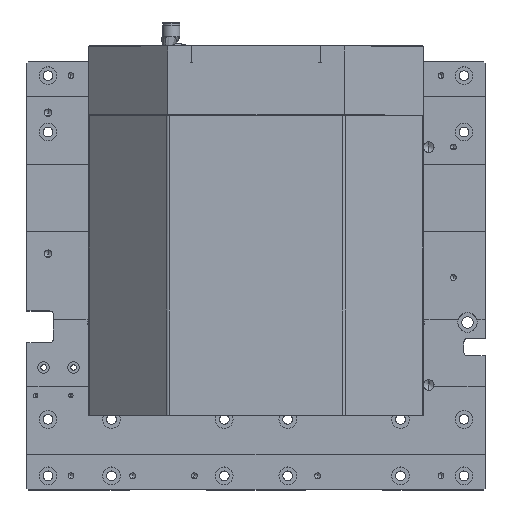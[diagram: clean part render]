
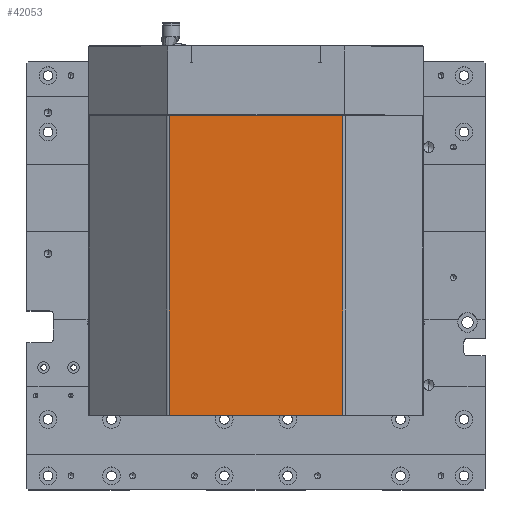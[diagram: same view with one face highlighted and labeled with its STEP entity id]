
A CAD part, top view. The second image highlights one B-rep face of the part: STEP entity #42053.
In plain terms, the highlighted planar face has unit normal (0, 0, 1).
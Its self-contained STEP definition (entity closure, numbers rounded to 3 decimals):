
#33474 = PLANE('',#33475);
#33475 = AXIS2_PLACEMENT_3D('',#33476,#33477,#33478);
#33476 = CARTESIAN_POINT('',(-80.508,243.51,
    15.45));
#33477 = DIRECTION('',(0.,-1.,0.));
#33478 = DIRECTION('',(0.,0.,-1.));
#33534 = PLANE('',#33535);
#33535 = AXIS2_PLACEMENT_3D('',#33536,#33537,#33538);
#33536 = CARTESIAN_POINT('',(-80.508,73.51,
    15.45));
#33537 = DIRECTION('',(0.,-1.,0.));
#33538 = DIRECTION('',(0.,0.,-1.));
#35059 = VERTEX_POINT('',#35060);
#35060 = CARTESIAN_POINT('',(-129.68,243.51,
    -34.55));
#35080 = CYLINDRICAL_SURFACE('',#35081,2.);
#35081 = AXIS2_PLACEMENT_3D('',#35082,#35083,#35084);
#35082 = CARTESIAN_POINT('',(-129.68,243.51,
    -36.55));
#35083 = DIRECTION('',(0.,-1.,0.));
#35084 = DIRECTION('',(1.,0.,0.));
#35091 = EDGE_CURVE('',#35092,#35059,#35094,.T.);
#35092 = VERTEX_POINT('',#35093);
#35093 = CARTESIAN_POINT('',(-31.336,243.51,
    -34.55));
#35094 = SURFACE_CURVE('',#35095,(#35100,#35108),.PCURVE_S1.);
#35095 = B_SPLINE_CURVE_WITH_KNOTS('',3,(#35096,#35097,#35098,#35099),
  .UNSPECIFIED.,.F.,.F.,(4,4),(0.,1.),.PIECEWISE_BEZIER_KNOTS.);
#35096 = CARTESIAN_POINT('',(-31.336,243.51,
    -34.55));
#35097 = CARTESIAN_POINT('',(-64.117,243.51,
    -34.55));
#35098 = CARTESIAN_POINT('',(-96.899,243.51,
    -34.55));
#35099 = CARTESIAN_POINT('',(-129.68,243.51,
    -34.55));
#35100 = PCURVE('',#33474,#35101);
#35101 = DEFINITIONAL_REPRESENTATION('',(#35102),#35107);
#35102 = B_SPLINE_CURVE_WITH_KNOTS('',3,(#35103,#35104,#35105,#35106),
  .UNSPECIFIED.,.F.,.F.,(4,4),(0.,1.),.PIECEWISE_BEZIER_KNOTS.);
#35103 = CARTESIAN_POINT('',(50.,49.172));
#35104 = CARTESIAN_POINT('',(50.,16.391));
#35105 = CARTESIAN_POINT('',(50.,-16.391));
#35106 = CARTESIAN_POINT('',(50.,-49.172));
#35107 = ( GEOMETRIC_REPRESENTATION_CONTEXT(2) 
PARAMETRIC_REPRESENTATION_CONTEXT() REPRESENTATION_CONTEXT('2D SPACE',''
  ) );
#35108 = PCURVE('',#35109,#35114);
#35109 = PLANE('',#35110);
#35110 = AXIS2_PLACEMENT_3D('',#35111,#35112,#35113);
#35111 = CARTESIAN_POINT('',(-30.508,243.51,
    -34.55));
#35112 = DIRECTION('',(0.,0.,-1.));
#35113 = DIRECTION('',(0.,-1.,0.));
#35114 = DEFINITIONAL_REPRESENTATION('',(#35115),#35120);
#35115 = B_SPLINE_CURVE_WITH_KNOTS('',3,(#35116,#35117,#35118,#35119),
  .UNSPECIFIED.,.F.,.F.,(4,4),(0.,1.),.PIECEWISE_BEZIER_KNOTS.);
#35116 = CARTESIAN_POINT('',(0.,0.828));
#35117 = CARTESIAN_POINT('',(0.,33.609));
#35118 = CARTESIAN_POINT('',(0.,66.391));
#35119 = CARTESIAN_POINT('',(0.,99.172));
#35120 = ( GEOMETRIC_REPRESENTATION_CONTEXT(2) 
PARAMETRIC_REPRESENTATION_CONTEXT() REPRESENTATION_CONTEXT('2D SPACE',''
  ) );
#35144 = CYLINDRICAL_SURFACE('',#35145,2.);
#35145 = AXIS2_PLACEMENT_3D('',#35146,#35147,#35148);
#35146 = CARTESIAN_POINT('',(-31.336,243.51,
    -36.55));
#35147 = DIRECTION('',(0.,-1.,0.));
#35148 = DIRECTION('',(1.,0.,0.));
#37802 = VERTEX_POINT('',#37803);
#37803 = CARTESIAN_POINT('',(-31.336,73.51,
    -34.55));
#37829 = EDGE_CURVE('',#37802,#37830,#37832,.T.);
#37830 = VERTEX_POINT('',#37831);
#37831 = CARTESIAN_POINT('',(-129.68,73.51,
    -34.55));
#37832 = SURFACE_CURVE('',#37833,(#37838,#37846),.PCURVE_S1.);
#37833 = B_SPLINE_CURVE_WITH_KNOTS('',3,(#37834,#37835,#37836,#37837),
  .UNSPECIFIED.,.F.,.F.,(4,4),(0.,1.),.PIECEWISE_BEZIER_KNOTS.);
#37834 = CARTESIAN_POINT('',(-31.336,73.51,
    -34.55));
#37835 = CARTESIAN_POINT('',(-64.117,73.51,
    -34.55));
#37836 = CARTESIAN_POINT('',(-96.899,73.51,
    -34.55));
#37837 = CARTESIAN_POINT('',(-129.68,73.51,
    -34.55));
#37838 = PCURVE('',#33534,#37839);
#37839 = DEFINITIONAL_REPRESENTATION('',(#37840),#37845);
#37840 = B_SPLINE_CURVE_WITH_KNOTS('',3,(#37841,#37842,#37843,#37844),
  .UNSPECIFIED.,.F.,.F.,(4,4),(0.,1.),.PIECEWISE_BEZIER_KNOTS.);
#37841 = CARTESIAN_POINT('',(50.,49.172));
#37842 = CARTESIAN_POINT('',(50.,16.391));
#37843 = CARTESIAN_POINT('',(50.,-16.391));
#37844 = CARTESIAN_POINT('',(50.,-49.172));
#37845 = ( GEOMETRIC_REPRESENTATION_CONTEXT(2) 
PARAMETRIC_REPRESENTATION_CONTEXT() REPRESENTATION_CONTEXT('2D SPACE',''
  ) );
#37846 = PCURVE('',#35109,#37847);
#37847 = DEFINITIONAL_REPRESENTATION('',(#37848),#37853);
#37848 = B_SPLINE_CURVE_WITH_KNOTS('',3,(#37849,#37850,#37851,#37852),
  .UNSPECIFIED.,.F.,.F.,(4,4),(0.,1.),.PIECEWISE_BEZIER_KNOTS.);
#37849 = CARTESIAN_POINT('',(170.,0.828));
#37850 = CARTESIAN_POINT('',(170.,33.609));
#37851 = CARTESIAN_POINT('',(170.,66.391));
#37852 = CARTESIAN_POINT('',(170.,99.172));
#37853 = ( GEOMETRIC_REPRESENTATION_CONTEXT(2) 
PARAMETRIC_REPRESENTATION_CONTEXT() REPRESENTATION_CONTEXT('2D SPACE',''
  ) );
#42053 = ADVANCED_FACE('',(#42054),#35109,.F.);
#42054 = FACE_BOUND('',#42055,.T.);
#42055 = EDGE_LOOP('',(#42056,#42078,#42079,#42101));
#42056 = ORIENTED_EDGE('',*,*,#42057,.F.);
#42057 = EDGE_CURVE('',#35092,#37802,#42058,.T.);
#42058 = SURFACE_CURVE('',#42059,(#42064,#42072),.PCURVE_S1.);
#42059 = B_SPLINE_CURVE_WITH_KNOTS('',3,(#42060,#42061,#42062,#42063),
  .UNSPECIFIED.,.F.,.F.,(4,4),(0.,1.),.PIECEWISE_BEZIER_KNOTS.);
#42060 = CARTESIAN_POINT('',(-31.336,243.51,
    -34.55));
#42061 = CARTESIAN_POINT('',(-31.336,186.844,
    -34.55));
#42062 = CARTESIAN_POINT('',(-31.336,130.177,
    -34.55));
#42063 = CARTESIAN_POINT('',(-31.336,73.51,
    -34.55));
#42064 = PCURVE('',#35109,#42065);
#42065 = DEFINITIONAL_REPRESENTATION('',(#42066),#42071);
#42066 = B_SPLINE_CURVE_WITH_KNOTS('',3,(#42067,#42068,#42069,#42070),
  .UNSPECIFIED.,.F.,.F.,(4,4),(0.,1.),.PIECEWISE_BEZIER_KNOTS.);
#42067 = CARTESIAN_POINT('',(0.,0.828));
#42068 = CARTESIAN_POINT('',(56.667,0.828));
#42069 = CARTESIAN_POINT('',(113.333,0.828));
#42070 = CARTESIAN_POINT('',(170.,0.828));
#42071 = ( GEOMETRIC_REPRESENTATION_CONTEXT(2) 
PARAMETRIC_REPRESENTATION_CONTEXT() REPRESENTATION_CONTEXT('2D SPACE',''
  ) );
#42072 = PCURVE('',#35144,#42073);
#42073 = DEFINITIONAL_REPRESENTATION('',(#42074),#42077);
#42074 = B_SPLINE_CURVE_WITH_KNOTS('',1,(#42075,#42076),.UNSPECIFIED.,
  .F.,.F.,(2,2),(0.,1.),.PIECEWISE_BEZIER_KNOTS.);
#42075 = CARTESIAN_POINT('',(1.571,0.));
#42076 = CARTESIAN_POINT('',(1.571,170.));
#42077 = ( GEOMETRIC_REPRESENTATION_CONTEXT(2) 
PARAMETRIC_REPRESENTATION_CONTEXT() REPRESENTATION_CONTEXT('2D SPACE',''
  ) );
#42078 = ORIENTED_EDGE('',*,*,#35091,.T.);
#42079 = ORIENTED_EDGE('',*,*,#42080,.F.);
#42080 = EDGE_CURVE('',#37830,#35059,#42081,.T.);
#42081 = SURFACE_CURVE('',#42082,(#42087,#42095),.PCURVE_S1.);
#42082 = B_SPLINE_CURVE_WITH_KNOTS('',3,(#42083,#42084,#42085,#42086),
  .UNSPECIFIED.,.F.,.F.,(4,4),(0.,1.),.PIECEWISE_BEZIER_KNOTS.);
#42083 = CARTESIAN_POINT('',(-129.68,73.51,
    -34.55));
#42084 = CARTESIAN_POINT('',(-129.68,130.177,
    -34.55));
#42085 = CARTESIAN_POINT('',(-129.68,186.844,
    -34.55));
#42086 = CARTESIAN_POINT('',(-129.68,243.51,
    -34.55));
#42087 = PCURVE('',#35109,#42088);
#42088 = DEFINITIONAL_REPRESENTATION('',(#42089),#42094);
#42089 = B_SPLINE_CURVE_WITH_KNOTS('',3,(#42090,#42091,#42092,#42093),
  .UNSPECIFIED.,.F.,.F.,(4,4),(0.,1.),.PIECEWISE_BEZIER_KNOTS.);
#42090 = CARTESIAN_POINT('',(170.,99.172));
#42091 = CARTESIAN_POINT('',(113.333,99.172));
#42092 = CARTESIAN_POINT('',(56.667,99.172));
#42093 = CARTESIAN_POINT('',(0.,99.172));
#42094 = ( GEOMETRIC_REPRESENTATION_CONTEXT(2) 
PARAMETRIC_REPRESENTATION_CONTEXT() REPRESENTATION_CONTEXT('2D SPACE',''
  ) );
#42095 = PCURVE('',#35080,#42096);
#42096 = DEFINITIONAL_REPRESENTATION('',(#42097),#42100);
#42097 = B_SPLINE_CURVE_WITH_KNOTS('',1,(#42098,#42099),.UNSPECIFIED.,
  .F.,.F.,(2,2),(0.,1.),.PIECEWISE_BEZIER_KNOTS.);
#42098 = CARTESIAN_POINT('',(1.571,170.));
#42099 = CARTESIAN_POINT('',(1.571,0.));
#42100 = ( GEOMETRIC_REPRESENTATION_CONTEXT(2) 
PARAMETRIC_REPRESENTATION_CONTEXT() REPRESENTATION_CONTEXT('2D SPACE',''
  ) );
#42101 = ORIENTED_EDGE('',*,*,#37829,.F.);
